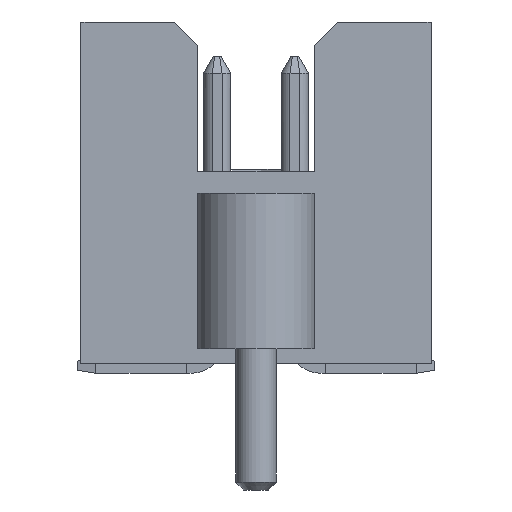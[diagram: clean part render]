
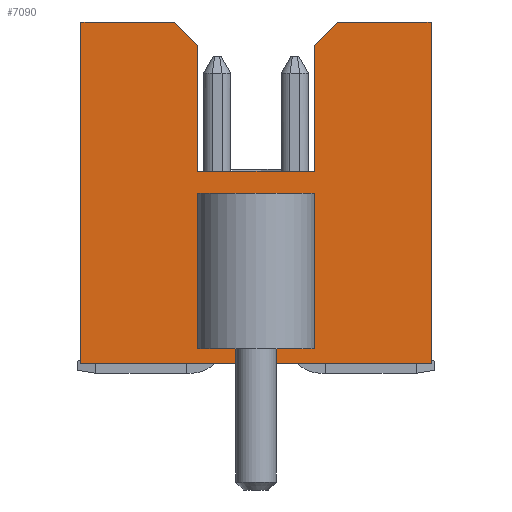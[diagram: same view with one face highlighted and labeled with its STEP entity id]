
A CAD part, left-side view. The second image highlights one B-rep face of the part: STEP entity #7090.
In plain terms, the highlighted planar face has unit normal (-1, 0, 0).
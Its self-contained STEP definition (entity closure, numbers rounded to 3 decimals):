
#195=CARTESIAN_POINT('',(-1.59,2.86,2.794));
#196=VERTEX_POINT('',#195);
#203=CARTESIAN_POINT('',(-1.59,1.335,2.794));
#204=VERTEX_POINT('',#203);
#205=CARTESIAN_POINT('',(-1.59,2.86,2.794));
#206=DIRECTION('',(0.,-1.,0.));
#207=VECTOR('',#206,1.525);
#208=LINE('',#205,#207);
#209=EDGE_CURVE('',#196,#204,#208,.T.);
#2287=CARTESIAN_POINT('',(-1.59,2.86,-2.794));
#2288=VERTEX_POINT('',#2287);
#2295=CARTESIAN_POINT('',(-1.59,2.86,-2.794));
#2296=DIRECTION('',(0.,0.,1.));
#2297=VECTOR('',#2296,5.588);
#2298=LINE('',#2295,#2297);
#2299=EDGE_CURVE('',#2288,#196,#2298,.T.);
#3554=CARTESIAN_POINT('',(-1.59,-2.86,2.794));
#3555=VERTEX_POINT('',#3554);
#3562=CARTESIAN_POINT('',(-1.59,-2.86,-2.794));
#3563=VERTEX_POINT('',#3562);
#3564=CARTESIAN_POINT('',(-1.59,-2.86,2.794));
#3565=DIRECTION('',(0.,0.,-1.));
#3566=VECTOR('',#3565,5.588);
#3567=LINE('',#3564,#3566);
#3568=EDGE_CURVE('',#3555,#3563,#3567,.T.);
#4130=CARTESIAN_POINT('',(-1.59,-1.335,2.794));
#4131=VERTEX_POINT('',#4130);
#4138=CARTESIAN_POINT('',(-1.59,-1.335,2.794));
#4139=DIRECTION('',(0.,-1.,0.));
#4140=VECTOR('',#4139,1.525);
#4141=LINE('',#4138,#4140);
#4142=EDGE_CURVE('',#4131,#3555,#4141,.T.);
#6349=CARTESIAN_POINT('',(-1.59,0.955,2.414));
#6350=VERTEX_POINT('',#6349);
#6364=CARTESIAN_POINT('',(-1.59,1.335,2.794));
#6365=DIRECTION('',(0.,-0.707,-0.707));
#6366=VECTOR('',#6365,0.537);
#6367=LINE('',#6364,#6366);
#6368=EDGE_CURVE('',#204,#6350,#6367,.T.);
#6390=CARTESIAN_POINT('',(-1.59,0.955,0.354));
#6391=VERTEX_POINT('',#6390);
#6400=CARTESIAN_POINT('',(-1.59,0.955,2.414));
#6401=DIRECTION('',(0.,0.,-1.));
#6402=VECTOR('',#6401,2.06);
#6403=LINE('',#6400,#6402);
#6404=EDGE_CURVE('',#6350,#6391,#6403,.T.);
#6416=CARTESIAN_POINT('',(-1.59,-0.955,0.354));
#6417=VERTEX_POINT('',#6416);
#6418=CARTESIAN_POINT('',(-1.59,0.955,0.354));
#6419=DIRECTION('',(0.,-1.,0.));
#6420=VECTOR('',#6419,1.91);
#6421=LINE('',#6418,#6420);
#6422=EDGE_CURVE('',#6391,#6417,#6421,.T.);
#6439=CARTESIAN_POINT('',(-1.59,-0.955,2.414));
#6440=VERTEX_POINT('',#6439);
#6441=CARTESIAN_POINT('',(-1.59,-0.955,0.354));
#6442=DIRECTION('',(0.,0.,1.));
#6443=VECTOR('',#6442,2.06);
#6444=LINE('',#6441,#6443);
#6445=EDGE_CURVE('',#6417,#6440,#6444,.T.);
#6549=CARTESIAN_POINT('',(-1.59,-2.86,-2.794));
#6550=DIRECTION('',(0.,1.,0.));
#6551=VECTOR('',#6550,5.72);
#6552=LINE('',#6549,#6551);
#6553=EDGE_CURVE('',#3563,#2288,#6552,.T.);
#6600=CARTESIAN_POINT('',(-1.59,-0.955,2.414));
#6601=DIRECTION('',(0.,-0.707,0.707));
#6602=VECTOR('',#6601,0.537);
#6603=LINE('',#6600,#6602);
#6604=EDGE_CURVE('',#6440,#4131,#6603,.T.);
#7039=CARTESIAN_POINT('',(-1.59,0.,0.));
#7040=DIRECTION('',(0.,0.,-1.));
#7041=DIRECTION('',(-1.,-0.,-0.));
#7042=AXIS2_PLACEMENT_3D('',#7039,#7041,#7040);
#7043=PLANE('',#7042);
#7044=ORIENTED_EDGE('',*,*,#3568,.F.);
#7045=ORIENTED_EDGE('',*,*,#4142,.F.);
#7046=ORIENTED_EDGE('',*,*,#6604,.F.);
#7047=ORIENTED_EDGE('',*,*,#6445,.F.);
#7048=ORIENTED_EDGE('',*,*,#6422,.F.);
#7049=ORIENTED_EDGE('',*,*,#6404,.F.);
#7050=ORIENTED_EDGE('',*,*,#6368,.F.);
#7051=ORIENTED_EDGE('',*,*,#209,.F.);
#7052=ORIENTED_EDGE('',*,*,#2299,.F.);
#7053=ORIENTED_EDGE('',*,*,#6553,.F.);
#7054=EDGE_LOOP('',(#7044,#7045,#7046,#7047,#7048,#7049,#7050,#7051,#7052,#7053));
#7055=FACE_OUTER_BOUND('',#7054,.T.);
#7056=CARTESIAN_POINT('',(-1.59,-0.955,-0.004));
#7057=VERTEX_POINT('',#7056);
#7058=CARTESIAN_POINT('',(-1.59,-0.955,-2.544));
#7059=VERTEX_POINT('',#7058);
#7060=CARTESIAN_POINT('',(-1.59,-0.955,-0.004));
#7061=DIRECTION('',(0.,0.,-1.));
#7062=VECTOR('',#7061,2.54);
#7063=LINE('',#7060,#7062);
#7064=EDGE_CURVE('',#7057,#7059,#7063,.T.);
#7065=ORIENTED_EDGE('',*,*,#7064,.T.);
#7066=CARTESIAN_POINT('',(-1.59,0.955,-2.544));
#7067=VERTEX_POINT('',#7066);
#7068=CARTESIAN_POINT('',(-1.59,-0.955,-2.544));
#7069=DIRECTION('',(0.,1.,0.));
#7070=VECTOR('',#7069,1.91);
#7071=LINE('',#7068,#7070);
#7072=EDGE_CURVE('',#7059,#7067,#7071,.T.);
#7073=ORIENTED_EDGE('',*,*,#7072,.T.);
#7074=CARTESIAN_POINT('',(-1.59,0.955,-0.004));
#7075=VERTEX_POINT('',#7074);
#7076=CARTESIAN_POINT('',(-1.59,0.955,-2.544));
#7077=DIRECTION('',(0.,0.,1.));
#7078=VECTOR('',#7077,2.54);
#7079=LINE('',#7076,#7078);
#7080=EDGE_CURVE('',#7067,#7075,#7079,.T.);
#7081=ORIENTED_EDGE('',*,*,#7080,.T.);
#7082=CARTESIAN_POINT('',(-1.59,0.955,-0.004));
#7083=DIRECTION('',(0.,-1.,0.));
#7084=VECTOR('',#7083,1.91);
#7085=LINE('',#7082,#7084);
#7086=EDGE_CURVE('',#7075,#7057,#7085,.T.);
#7087=ORIENTED_EDGE('',*,*,#7086,.T.);
#7088=EDGE_LOOP('',(#7065,#7073,#7081,#7087));
#7089=FACE_BOUND('',#7088,.T.);
#7090=ADVANCED_FACE('',(#7055,#7089),#7043,.T.);
